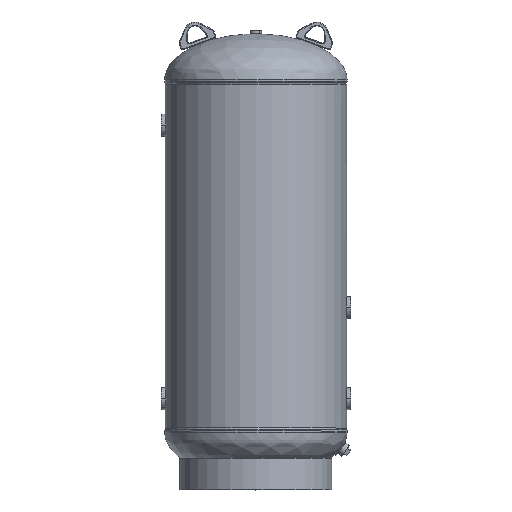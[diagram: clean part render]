
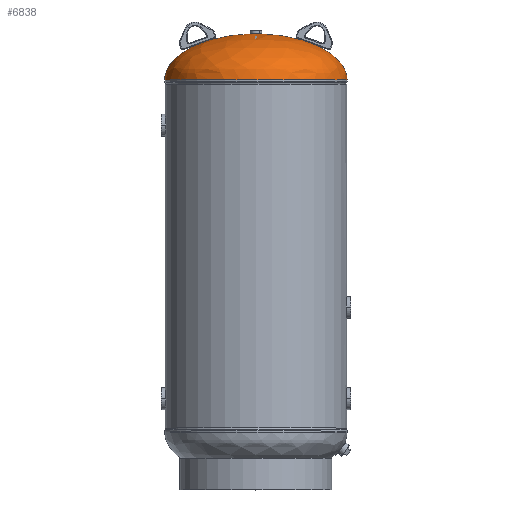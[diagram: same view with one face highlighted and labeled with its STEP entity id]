
A CAD part, top view. The second image highlights one B-rep face of the part: STEP entity #6838.
In plain terms, the highlighted free-form (B-spline) face has degree [3, 3] with [4, 4] control points.
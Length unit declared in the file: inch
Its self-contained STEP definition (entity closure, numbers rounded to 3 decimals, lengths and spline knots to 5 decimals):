
#5 = CARTESIAN_POINT ( 'NONE',  ( 0.625, 6.62626, 0. ) ) ;
#68 = CARTESIAN_POINT ( 'NONE',  ( -12., 0.56, 24. ) ) ;
#485 = DIRECTION ( 'NONE',  ( 0., 1., 0. ) ) ;
#494 = AXIS2_PLACEMENT_3D ( 'NONE', #11524, #3052, #8786 ) ;
#607 = AXIS2_PLACEMENT_3D ( 'NONE', #11125, #7379, #2840 ) ;
#746 = CARTESIAN_POINT ( 'NONE',  ( -12., 3.97305, 0. ) ) ;
#1066 = ORIENTED_EDGE ( 'NONE', *, *, #7624, .F. ) ;
#1083 = VERTEX_POINT ( 'NONE', #1520 ) ;
#1245 = VERTEX_POINT ( 'NONE', #5020 ) ;
#1254 = CIRCLE ( 'NONE', #8129, 0.625 ) ;
#1511 = VERTEX_POINT ( 'NONE', #4338 ) ;
#1520 = CARTESIAN_POINT ( 'NONE',  ( 0., 6.62626, 0.625 ) ) ;
#1695 = EDGE_CURVE ( 'NONE', #1511, #11211, #11236, .T. ) ;
#2623 = CARTESIAN_POINT ( 'NONE',  ( -12., 0.56, 0. ) ) ;
#2712 = CARTESIAN_POINT ( 'NONE',  ( -12., 3.97305, 24. ) ) ;
#2840 = DIRECTION ( 'NONE',  ( 1., 0., 0. ) ) ;
#3052 = DIRECTION ( 'NONE',  ( 0., 1., 0. ) ) ;
#3363 = DIRECTION ( 'NONE',  ( 1., 0., 0. ) ) ;
#3566 = CARTESIAN_POINT ( 'NONE',  ( -0.625, 6.62626, 1.25 ) ) ;
#3704 = CARTESIAN_POINT ( 'NONE',  ( 12., 0.56, 0. ) ) ;
#3818 = EDGE_CURVE ( 'NONE', #1511, #1083, #5391, .T. ) ;
#4338 = CARTESIAN_POINT ( 'NONE',  ( -0.625, 6.62626, 0. ) ) ;
#4546 = CARTESIAN_POINT ( 'NONE',  ( 12., 0.56, 0. ) ) ;
#4555 = EDGE_LOOP ( 'NONE', ( #11885, #8597, #6641, #10399, #1066 ) ) ;
#4608 = CARTESIAN_POINT ( 'NONE',  ( 12., 3.97305, 24. ) ) ;
#4667 = CARTESIAN_POINT ( 'NONE',  ( -7.35823, 6.44849, 0. ) ) ;
#4863 = CARTESIAN_POINT ( 'NONE',  ( -12., 0.56, 0. ) ) ;
#5020 = CARTESIAN_POINT ( 'NONE',  ( 12., 0.56, 0. ) ) ;
#5378 = CARTESIAN_POINT ( 'NONE',  ( -0.625, 6.62626, 0. ) ) ;
#5391 = CIRCLE ( 'NONE', #494, 0.625 ) ;
#5466 = CARTESIAN_POINT ( 'NONE',  ( 12., 3.97305, 0. ) ) ;
#5593 = CARTESIAN_POINT ( 'NONE',  ( 7.35823, 6.44849, 14.71646 ) ) ;
#5630 = CARTESIAN_POINT ( 'NONE',  ( -12., 3.97305, 0. ) ) ;
#6614 =( BOUNDED_CURVE ( )  B_SPLINE_CURVE ( 3, ( #11187, #9189, #12155, #3704 ),
 .UNSPECIFIED., .F., .T. ) 
 B_SPLINE_CURVE_WITH_KNOTS ( ( 4, 4 ),
 ( 1.6229, 3.14159 ),
 .UNSPECIFIED. ) 
 CURVE ( )  GEOMETRIC_REPRESENTATION_ITEM ( )  RATIONAL_B_SPLINE_CURVE ( ( 1., 0.817, 0.817, 1. ) ) 
 REPRESENTATION_ITEM ( '' )  );
#6641 = ORIENTED_EDGE ( 'NONE', *, *, #10149, .F. ) ;
#6838 = ADVANCED_FACE ( 'NONE', ( #7365 ), #7957, .F. ) ;
#7365 = FACE_OUTER_BOUND ( 'NONE', #4555, .T. ) ;
#7379 = DIRECTION ( 'NONE',  ( 0., -1., 0. ) ) ;
#7427 = CARTESIAN_POINT ( 'NONE',  ( -12., 0.56, 0. ) ) ;
#7624 = EDGE_CURVE ( 'NONE', #1083, #8850, #1254, .T. ) ;
#7957 =( BOUNDED_SURFACE ( )  B_SPLINE_SURFACE ( 3, 3, ( 
 ( #5, #11174, #3566, #11358 ),
 ( #9421, #5593, #8370, #4667 ),
 ( #5466, #4608, #2712, #746 ),
 ( #4546, #9302, #68, #7427 ) ),
 .UNSPECIFIED., .F., .F., .F. ) 
 B_SPLINE_SURFACE_WITH_KNOTS ( ( 4, 4 ),
 ( 4, 4 ),
 ( 0., 1. ),
 ( 0., 1. ),
 .UNSPECIFIED. ) 
 GEOMETRIC_REPRESENTATION_ITEM ( )  RATIONAL_B_SPLINE_SURFACE ( (
 ( 1., 0.333, 0.333, 1.),
 ( 0.817, 0.272, 0.272, 0.817),
 ( 0.817, 0.272, 0.272, 0.817),
 ( 1., 0.333, 0.333, 1.) ) ) 
 REPRESENTATION_ITEM ( '' )  SURFACE ( )  );
#8129 = AXIS2_PLACEMENT_3D ( 'NONE', #11819, #485, #3363 ) ;
#8370 = CARTESIAN_POINT ( 'NONE',  ( -7.35823, 6.44849, 14.71646 ) ) ;
#8597 = ORIENTED_EDGE ( 'NONE', *, *, #1695, .T. ) ;
#8786 = DIRECTION ( 'NONE',  ( 1., 0., 0. ) ) ;
#8850 = VERTEX_POINT ( 'NONE', #10545 ) ;
#9189 = CARTESIAN_POINT ( 'NONE',  ( 7.35823, 6.44849, 0. ) ) ;
#9302 = CARTESIAN_POINT ( 'NONE',  ( 12., 0.56, 24. ) ) ;
#9421 = CARTESIAN_POINT ( 'NONE',  ( 7.35823, 6.44849, 0. ) ) ;
#10135 = EDGE_CURVE ( 'NONE', #8850, #1245, #6614, .T. ) ;
#10149 = EDGE_CURVE ( 'NONE', #1245, #11211, #11248, .T. ) ;
#10333 = CARTESIAN_POINT ( 'NONE',  ( -7.35823, 6.44849, 0. ) ) ;
#10399 = ORIENTED_EDGE ( 'NONE', *, *, #10135, .F. ) ;
#10545 = CARTESIAN_POINT ( 'NONE',  ( 0.625, 6.62626, 0. ) ) ;
#11125 = CARTESIAN_POINT ( 'NONE',  ( 0., 0.56, 0. ) ) ;
#11174 = CARTESIAN_POINT ( 'NONE',  ( 0.625, 6.62626, 1.25 ) ) ;
#11187 = CARTESIAN_POINT ( 'NONE',  ( 0.625, 6.62626, 0. ) ) ;
#11211 = VERTEX_POINT ( 'NONE', #4863 ) ;
#11236 =( BOUNDED_CURVE ( )  B_SPLINE_CURVE ( 3, ( #5378, #10333, #5630, #2623 ),
 .UNSPECIFIED., .F., .T. ) 
 B_SPLINE_CURVE_WITH_KNOTS ( ( 4, 4 ),
 ( 1.6229, 3.14159 ),
 .UNSPECIFIED. ) 
 CURVE ( )  GEOMETRIC_REPRESENTATION_ITEM ( )  RATIONAL_B_SPLINE_CURVE ( ( 1., 0.817, 0.817, 1. ) ) 
 REPRESENTATION_ITEM ( '' )  );
#11248 = CIRCLE ( 'NONE', #607, 12. ) ;
#11358 = CARTESIAN_POINT ( 'NONE',  ( -0.625, 6.62626, 0. ) ) ;
#11524 = CARTESIAN_POINT ( 'NONE',  ( 0., 6.62626, 0. ) ) ;
#11819 = CARTESIAN_POINT ( 'NONE',  ( 0., 6.62626, 0. ) ) ;
#11885 = ORIENTED_EDGE ( 'NONE', *, *, #3818, .F. ) ;
#12155 = CARTESIAN_POINT ( 'NONE',  ( 12., 3.97305, 0. ) ) ;
